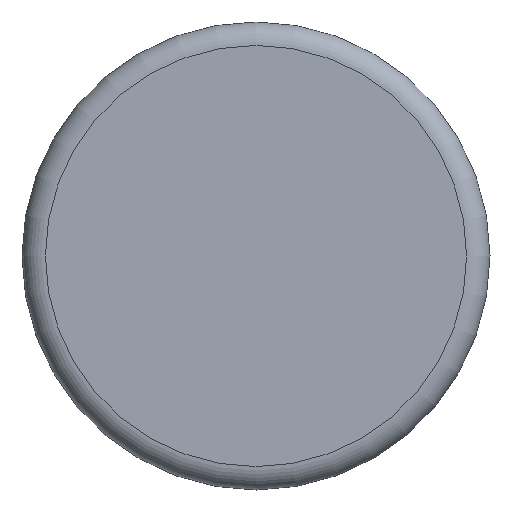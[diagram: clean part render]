
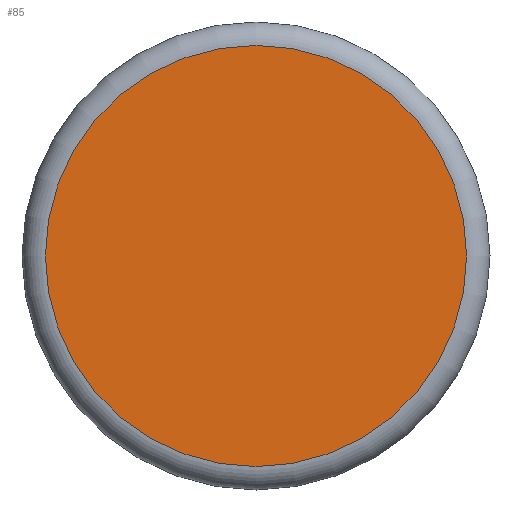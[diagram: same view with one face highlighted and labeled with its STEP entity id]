
A CAD part, left-side view. The second image highlights one B-rep face of the part: STEP entity #85.
In plain terms, the highlighted planar face has unit normal (-1, 0, 0).
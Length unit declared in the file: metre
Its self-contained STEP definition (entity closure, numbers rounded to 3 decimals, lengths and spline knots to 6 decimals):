
#17=PLANE('',#110);
#23=ORIENTED_EDGE('',*,*,#37,.T.);
#37=EDGE_CURVE('',#44,#44,#51,.F.);
#44=VERTEX_POINT('',#164);
#51=CIRCLE('',#111,0.00225);
#58=EDGE_LOOP('',(#23));
#72=FACE_BOUND('',#58,.T.);
#85=ADVANCED_FACE('',(#72),#17,.F.);
#110=AXIS2_PLACEMENT_3D('',#162,#133,#134);
#111=AXIS2_PLACEMENT_3D('',#163,#135,#136);
#133=DIRECTION('',(1.,0.,0.));
#134=DIRECTION('',(0.,1.,0.));
#135=DIRECTION('',(1.,0.,0.));
#136=DIRECTION('',(0.,0.,-1.));
#162=CARTESIAN_POINT('',(0.,0.,0.));
#163=CARTESIAN_POINT('',(0.,0.,0.));
#164=CARTESIAN_POINT('',(0.,0.,-0.00225));
